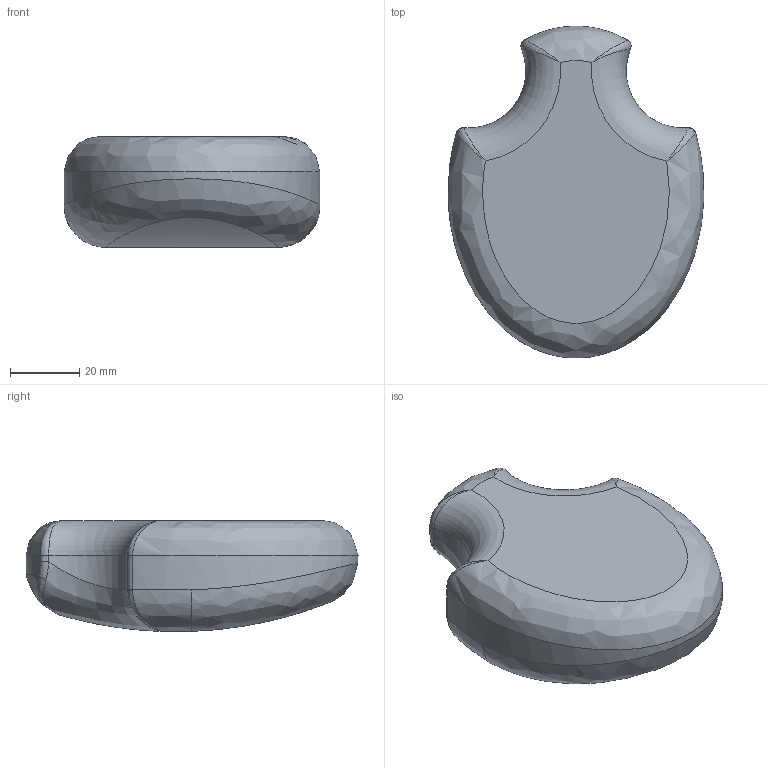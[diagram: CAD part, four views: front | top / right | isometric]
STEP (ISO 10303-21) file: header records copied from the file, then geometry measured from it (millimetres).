
FILE_DESCRIPTION(/* description */ (''),/* implementation_level */ '2;1');
FILE_NAME(/* name */ 'PuckPuckBruce-primitive100-rev5.stp',/* time_stamp */ '2020-09-09T19:10:36-07:00',/* author */ ('andre'),/* organization */ (''),/* preprocessor_version */ 'ST-DEVELOPER v17',/* originating_system */ 'Autodesk Inventor 2019',/* authorisation */ '');
FILE_SCHEMA (('AUTOMOTIVE_DESIGN { 1 0 10303 214 3 1 1 }'));
Length unit declared in the file: millimetre
Products named in the file (1): RoboPuck2
Bounding box: 74 x 95.99 x 32 mm (x, y, z)
Volume: 137652.6 mm3; surface area: 15540.3 mm2
Topology: 1 solids, 1 shells, 49 faces, 113 edges, 60 vertices
Faces by surface type: bspline 40, cylinder 5, torus 2, plane 2
Entity records: 3217 total; most frequent: CARTESIAN_POINT 2369, ORIENTED_EDGE 214, EDGE_CURVE 107, DIRECTION 81, B_SPLINE_CURVE_WITH_KNOTS 74, VERTEX_POINT 60, FACE_OUTER_BOUND 49, EDGE_LOOP 49
